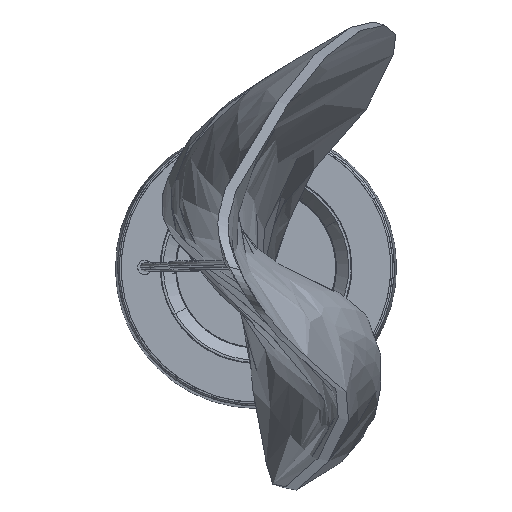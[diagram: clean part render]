
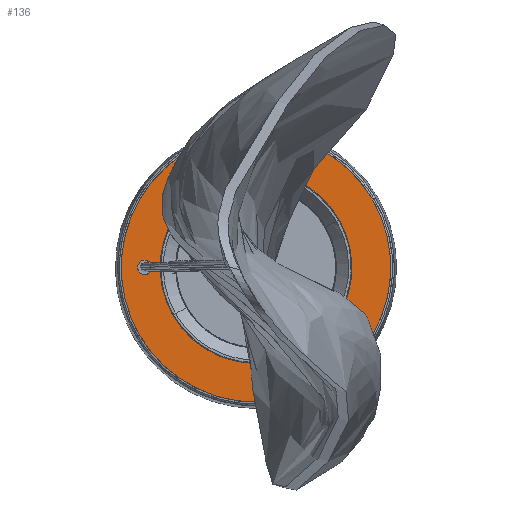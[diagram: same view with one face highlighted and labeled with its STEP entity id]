
A CAD part, top view. The second image highlights one B-rep face of the part: STEP entity #136.
In plain terms, the highlighted free-form (B-spline) face has degree [1, 1] with [2, 2] control points.
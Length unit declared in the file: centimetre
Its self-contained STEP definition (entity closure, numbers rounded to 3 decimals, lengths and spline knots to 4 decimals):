
#108=FACE_BOUND('',#403,.T.);
#109=FACE_BOUND('',#404,.T.);
#136=ADVANCED_FACE('',(#268,#108,#109),#1679,.T.);
#268=FACE_OUTER_BOUND('',#402,.T.);
#402=EDGE_LOOP('',(#598,#599));
#403=EDGE_LOOP('',(#600,#601));
#404=EDGE_LOOP('',(#602,#603));
#598=ORIENTED_EDGE('',*,*,#1190,.F.);
#599=ORIENTED_EDGE('',*,*,#1191,.F.);
#600=ORIENTED_EDGE('',*,*,#1189,.F.);
#601=ORIENTED_EDGE('',*,*,#1188,.F.);
#602=ORIENTED_EDGE('',*,*,#1192,.F.);
#603=ORIENTED_EDGE('',*,*,#1193,.F.);
#1188=EDGE_CURVE('',#1489,#1490,#2023,.T.);
#1189=EDGE_CURVE('',#1490,#1489,#2024,.T.);
#1190=EDGE_CURVE('',#1491,#1492,#2025,.T.);
#1191=EDGE_CURVE('',#1492,#1491,#2026,.T.);
#1192=EDGE_CURVE('',#1493,#1494,#2027,.T.);
#1193=EDGE_CURVE('',#1494,#1493,#2028,.T.);
#1489=VERTEX_POINT('',#3692);
#1490=VERTEX_POINT('',#3693);
#1491=VERTEX_POINT('',#3694);
#1492=VERTEX_POINT('',#3695);
#1493=VERTEX_POINT('',#3696);
#1494=VERTEX_POINT('',#3697);
#1679=B_SPLINE_SURFACE_WITH_KNOTS('',1,1,((#3540,#3541),(#3542,#3543)),.UNSPECIFIED.,
.F.,.F.,.F.,(2,2),(2,2),(-111.2066,111.2066),(-33.7066,
188.7066),.UNSPECIFIED.);
#2023=(
BOUNDED_CURVE()
B_SPLINE_CURVE(2,(#3412,#3413,#3414,#3415,#3416),.UNSPECIFIED.,.F.,.F.)
B_SPLINE_CURVE_WITH_KNOTS((3,2,3),(-18.0642,-9.0321,0.),
.UNSPECIFIED.)
CURVE()
GEOMETRIC_REPRESENTATION_ITEM()
RATIONAL_B_SPLINE_CURVE((1.,0.707,1.,0.707,1.))
REPRESENTATION_ITEM('')
);
#2024=(
BOUNDED_CURVE()
B_SPLINE_CURVE(2,(#3417,#3418,#3419,#3420,#3421),.UNSPECIFIED.,.F.,.F.)
B_SPLINE_CURVE_WITH_KNOTS((3,2,3),(-36.1283,-27.0962,-18.0642),
.UNSPECIFIED.)
CURVE()
GEOMETRIC_REPRESENTATION_ITEM()
RATIONAL_B_SPLINE_CURVE((1.,0.707,1.,0.707,1.))
REPRESENTATION_ITEM('')
);
#2025=(
BOUNDED_CURVE()
B_SPLINE_CURVE(2,(#3422,#3423,#3424,#3425,#3426),.UNSPECIFIED.,.F.,.F.)
B_SPLINE_CURVE_WITH_KNOTS((3,2,3),(-342.5155,-171.2577,0.),
.UNSPECIFIED.)
CURVE()
GEOMETRIC_REPRESENTATION_ITEM()
RATIONAL_B_SPLINE_CURVE((1.,0.707,1.,0.707,1.))
REPRESENTATION_ITEM('')
);
#2026=(
BOUNDED_CURVE()
B_SPLINE_CURVE(2,(#3427,#3428,#3429,#3430,#3431),.UNSPECIFIED.,.F.,.F.)
B_SPLINE_CURVE_WITH_KNOTS((3,2,3),(-685.031,-513.7732,-342.5155),
.UNSPECIFIED.)
CURVE()
GEOMETRIC_REPRESENTATION_ITEM()
RATIONAL_B_SPLINE_CURVE((1.,0.707,1.,0.707,1.))
REPRESENTATION_ITEM('')
);
#2027=(
BOUNDED_CURVE()
B_SPLINE_CURVE(2,(#3432,#3433,#3434,#3435,#3436),.UNSPECIFIED.,.F.,.F.)
B_SPLINE_CURVE_WITH_KNOTS((3,2,3),(-243.4734,-121.7367,0.),
.UNSPECIFIED.)
CURVE()
GEOMETRIC_REPRESENTATION_ITEM()
RATIONAL_B_SPLINE_CURVE((1.,0.707,1.,0.707,1.))
REPRESENTATION_ITEM('')
);
#2028=(
BOUNDED_CURVE()
B_SPLINE_CURVE(2,(#3437,#3438,#3439,#3440,#3441),.UNSPECIFIED.,.F.,.F.)
B_SPLINE_CURVE_WITH_KNOTS((3,2,3),(-486.9469,-365.2101,-243.4734),
.UNSPECIFIED.)
CURVE()
GEOMETRIC_REPRESENTATION_ITEM()
RATIONAL_B_SPLINE_CURVE((1.,0.707,1.,0.707,1.))
REPRESENTATION_ITEM('')
);
#3412=CARTESIAN_POINT('',(-9.498,-0.2875,21.07));
#3413=CARTESIAN_POINT('',(-9.2105,-0.7855,21.07));
#3414=CARTESIAN_POINT('',(-8.7125,-0.498,21.07));
#3415=CARTESIAN_POINT('',(-8.2145,-0.2105,21.07));
#3416=CARTESIAN_POINT('',(-8.502,0.2875,21.07));
#3417=CARTESIAN_POINT('',(-8.502,0.2875,21.07));
#3418=CARTESIAN_POINT('',(-8.7895,0.7855,21.07));
#3419=CARTESIAN_POINT('',(-9.2875,0.498,21.07));
#3420=CARTESIAN_POINT('',(-9.7855,0.2105,21.07));
#3421=CARTESIAN_POINT('',(-9.498,-0.2875,21.07));
#3422=CARTESIAN_POINT('',(-9.4419,-5.4513,21.07));
#3423=CARTESIAN_POINT('',(-14.8932,3.9906,21.07));
#3424=CARTESIAN_POINT('',(-5.4513,9.4419,21.07));
#3425=CARTESIAN_POINT('',(3.9906,14.8932,21.07));
#3426=CARTESIAN_POINT('',(9.4419,5.4513,21.07));
#3427=CARTESIAN_POINT('',(9.4419,5.4513,21.07));
#3428=CARTESIAN_POINT('',(14.8932,-3.9906,21.07));
#3429=CARTESIAN_POINT('',(5.4513,-9.4419,21.07));
#3430=CARTESIAN_POINT('',(-3.9906,-14.8932,21.07));
#3431=CARTESIAN_POINT('',(-9.4419,-5.4513,21.07));
#3432=CARTESIAN_POINT('',(-6.7117,-3.875,21.07));
#3433=CARTESIAN_POINT('',(-2.8367,-10.5867,21.07));
#3434=CARTESIAN_POINT('',(3.875,-6.7117,21.07));
#3435=CARTESIAN_POINT('',(10.5867,-2.8367,21.07));
#3436=CARTESIAN_POINT('',(6.7117,3.875,21.07));
#3437=CARTESIAN_POINT('',(6.7117,3.875,21.07));
#3438=CARTESIAN_POINT('',(2.8367,10.5867,21.07));
#3439=CARTESIAN_POINT('',(-3.875,6.7117,21.07));
#3440=CARTESIAN_POINT('',(-10.5867,2.8367,21.07));
#3441=CARTESIAN_POINT('',(-6.7117,-3.875,21.07));
#3540=CARTESIAN_POINT('',(-15.1911,4.0704,21.07));
#3541=CARTESIAN_POINT('',(4.0704,15.1911,21.07));
#3542=CARTESIAN_POINT('',(-4.0704,-15.1911,21.07));
#3543=CARTESIAN_POINT('',(15.1911,-4.0704,21.07));
#3692=CARTESIAN_POINT('',(-9.498,-0.2875,21.07));
#3693=CARTESIAN_POINT('',(-8.502,0.2875,21.07));
#3694=CARTESIAN_POINT('',(-9.4419,-5.4513,21.07));
#3695=CARTESIAN_POINT('',(9.4419,5.4513,21.07));
#3696=CARTESIAN_POINT('',(-6.7117,-3.875,21.07));
#3697=CARTESIAN_POINT('',(6.7117,3.875,21.07));
